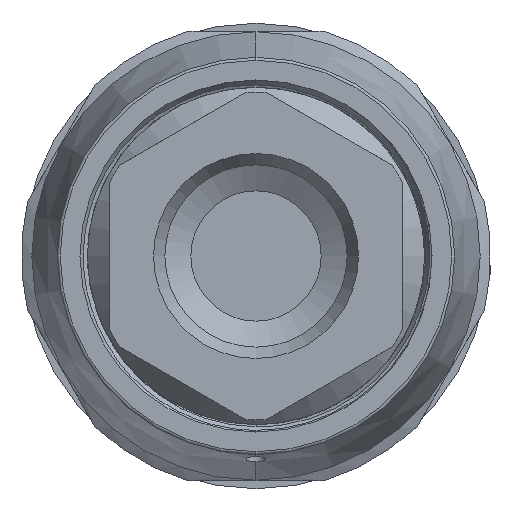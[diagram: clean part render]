
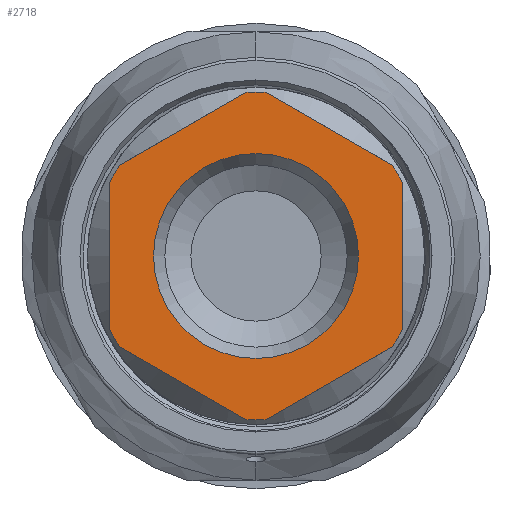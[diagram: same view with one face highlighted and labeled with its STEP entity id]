
A CAD part, left-side view. The second image highlights one B-rep face of the part: STEP entity #2718.
In plain terms, the highlighted planar face has unit normal (-1, 0, 0).
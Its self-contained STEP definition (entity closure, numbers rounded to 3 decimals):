
#1599=LINE('',#14601,#2161);
#1600=LINE('',#14606,#2162);
#1601=LINE('',#14610,#2163);
#1602=LINE('',#14614,#2164);
#1603=LINE('',#14618,#2165);
#1604=LINE('',#14622,#2166);
#2161=VECTOR('',#12024,1.);
#2162=VECTOR('',#12027,1.);
#2163=VECTOR('',#12030,1.);
#2164=VECTOR('',#12033,1.);
#2165=VECTOR('',#12036,1.);
#2166=VECTOR('',#12039,1.);
#2718=ADVANCED_FACE('',(#3644,#3645),#3294,.F.);
#3294=PLANE('',#10932);
#3644=FACE_BOUND('',#3707,.T.);
#3645=FACE_BOUND('',#3708,.T.);
#3707=EDGE_LOOP('',(#4395));
#3708=EDGE_LOOP('',(#4396,#4397,#4398,#4399,#4400,#4401,#4402,#4403,#4404,
#4405,#4406,#4407));
#4395=ORIENTED_EDGE('',*,*,#8823,.T.);
#4396=ORIENTED_EDGE('',*,*,#8824,.F.);
#4397=ORIENTED_EDGE('',*,*,#8825,.F.);
#4398=ORIENTED_EDGE('',*,*,#8826,.F.);
#4399=ORIENTED_EDGE('',*,*,#8827,.F.);
#4400=ORIENTED_EDGE('',*,*,#8828,.F.);
#4401=ORIENTED_EDGE('',*,*,#8829,.F.);
#4402=ORIENTED_EDGE('',*,*,#8830,.F.);
#4403=ORIENTED_EDGE('',*,*,#8831,.F.);
#4404=ORIENTED_EDGE('',*,*,#8832,.F.);
#4405=ORIENTED_EDGE('',*,*,#8833,.F.);
#4406=ORIENTED_EDGE('',*,*,#8834,.F.);
#4407=ORIENTED_EDGE('',*,*,#8835,.F.);
#7691=VERTEX_POINT('',#14600);
#7692=VERTEX_POINT('',#14602);
#7693=VERTEX_POINT('',#14603);
#7694=VERTEX_POINT('',#14605);
#7695=VERTEX_POINT('',#14607);
#7696=VERTEX_POINT('',#14609);
#7697=VERTEX_POINT('',#14611);
#7698=VERTEX_POINT('',#14613);
#7699=VERTEX_POINT('',#14615);
#7700=VERTEX_POINT('',#14617);
#7701=VERTEX_POINT('',#14619);
#7702=VERTEX_POINT('',#14621);
#7703=VERTEX_POINT('',#14623);
#8823=EDGE_CURVE('',#7691,#7691,#10474,.T.);
#8824=EDGE_CURVE('',#7692,#7693,#1599,.T.);
#8825=EDGE_CURVE('',#7694,#7692,#10475,.T.);
#8826=EDGE_CURVE('',#7695,#7694,#1600,.T.);
#8827=EDGE_CURVE('',#7696,#7695,#10476,.T.);
#8828=EDGE_CURVE('',#7697,#7696,#1601,.T.);
#8829=EDGE_CURVE('',#7698,#7697,#10477,.T.);
#8830=EDGE_CURVE('',#7699,#7698,#1602,.T.);
#8831=EDGE_CURVE('',#7700,#7699,#10478,.T.);
#8832=EDGE_CURVE('',#7701,#7700,#1603,.T.);
#8833=EDGE_CURVE('',#7702,#7701,#10479,.T.);
#8834=EDGE_CURVE('',#7703,#7702,#1604,.T.);
#8835=EDGE_CURVE('',#7693,#7703,#10480,.T.);
#10474=CIRCLE('',#10925,10.477);
#10475=CIRCLE('',#10926,16.75);
#10476=CIRCLE('',#10927,16.75);
#10477=CIRCLE('',#10928,16.75);
#10478=CIRCLE('',#10929,16.75);
#10479=CIRCLE('',#10930,16.75);
#10480=CIRCLE('',#10931,16.75);
#10925=AXIS2_PLACEMENT_3D('',#14599,#12022,#12023);
#10926=AXIS2_PLACEMENT_3D('',#14604,#12025,#12026);
#10927=AXIS2_PLACEMENT_3D('',#14608,#12028,#12029);
#10928=AXIS2_PLACEMENT_3D('',#14612,#12031,#12032);
#10929=AXIS2_PLACEMENT_3D('',#14616,#12034,#12035);
#10930=AXIS2_PLACEMENT_3D('',#14620,#12037,#12038);
#10931=AXIS2_PLACEMENT_3D('',#14624,#12040,#12041);
#10932=AXIS2_PLACEMENT_3D('',#14625,#12042,#12043);
#12022=DIRECTION('',(1.,0.,0.));
#12023=DIRECTION('',(0.,0.,-1.));
#12024=DIRECTION('',(0.,0.,-1.));
#12025=DIRECTION('',(1.,0.,0.));
#12026=DIRECTION('',(0.,0.,-1.));
#12027=DIRECTION('',(0.,-0.866,-0.5));
#12028=DIRECTION('',(1.,0.,0.));
#12029=DIRECTION('',(0.,0.,-1.));
#12030=DIRECTION('',(0.,-0.866,0.5));
#12031=DIRECTION('',(1.,0.,0.));
#12032=DIRECTION('',(0.,0.,-1.));
#12033=DIRECTION('',(0.,0.,1.));
#12034=DIRECTION('',(1.,0.,0.));
#12035=DIRECTION('',(0.,0.,-1.));
#12036=DIRECTION('',(0.,0.866,0.5));
#12037=DIRECTION('',(1.,0.,0.));
#12038=DIRECTION('',(0.,0.,-1.));
#12039=DIRECTION('',(0.,0.866,-0.5));
#12040=DIRECTION('',(1.,0.,0.));
#12041=DIRECTION('',(0.,0.,-1.));
#12042=DIRECTION('',(1.,0.,0.));
#12043=DIRECTION('',(0.,0.,1.));
#14599=CARTESIAN_POINT('',(178.817,-75.347,112.549));
#14600=CARTESIAN_POINT('',(178.817,-75.347,102.071));
#14601=CARTESIAN_POINT('',(178.817,-90.347,120.003));
#14602=CARTESIAN_POINT('',(178.817,-90.347,120.003));
#14603=CARTESIAN_POINT('',(178.817,-90.347,105.095));
#14604=CARTESIAN_POINT('',(178.817,-75.347,112.549));
#14605=CARTESIAN_POINT('',(178.817,-89.302,121.812));
#14606=CARTESIAN_POINT('',(178.817,-76.392,129.266));
#14607=CARTESIAN_POINT('',(178.817,-76.392,129.266));
#14608=CARTESIAN_POINT('',(178.817,-75.347,112.549));
#14609=CARTESIAN_POINT('',(178.817,-74.302,129.266));
#14610=CARTESIAN_POINT('',(178.817,-61.392,121.812));
#14611=CARTESIAN_POINT('',(178.817,-61.392,121.812));
#14612=CARTESIAN_POINT('',(178.817,-75.347,112.549));
#14613=CARTESIAN_POINT('',(178.817,-60.347,120.003));
#14614=CARTESIAN_POINT('',(178.817,-60.347,105.095));
#14615=CARTESIAN_POINT('',(178.817,-60.347,105.095));
#14616=CARTESIAN_POINT('',(178.817,-75.347,112.549));
#14617=CARTESIAN_POINT('',(178.817,-61.392,103.285));
#14618=CARTESIAN_POINT('',(178.817,-74.302,95.831));
#14619=CARTESIAN_POINT('',(178.817,-74.302,95.831));
#14620=CARTESIAN_POINT('',(178.817,-75.347,112.549));
#14621=CARTESIAN_POINT('',(178.817,-76.392,95.831));
#14622=CARTESIAN_POINT('',(178.817,-89.302,103.285));
#14623=CARTESIAN_POINT('',(178.817,-89.302,103.285));
#14624=CARTESIAN_POINT('',(178.817,-75.347,112.549));
#14625=CARTESIAN_POINT('',(178.817,-75.347,112.549));
